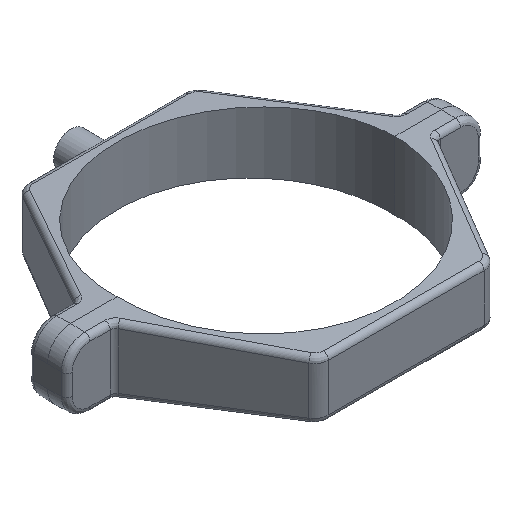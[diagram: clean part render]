
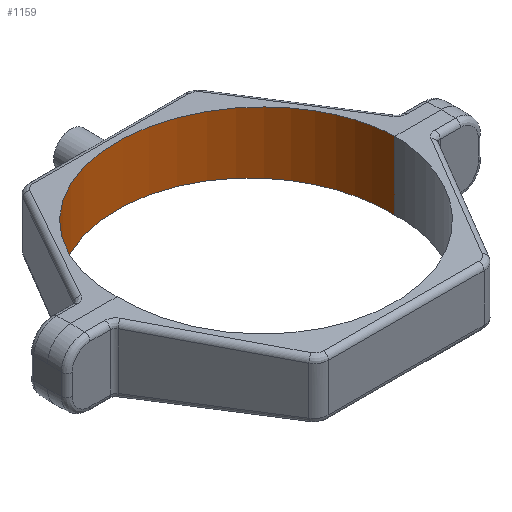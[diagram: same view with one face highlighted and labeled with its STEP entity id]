
A CAD part, isometric view. The second image highlights one B-rep face of the part: STEP entity #1159.
In plain terms, the highlighted cylindrical face has radius 76.2 mm (diameter 152.4 mm), a partial arc.
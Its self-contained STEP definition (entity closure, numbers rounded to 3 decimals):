
#112 =( BOUNDED_CURVE ( )  B_SPLINE_CURVE ( 3, ( #3171, #928, #2052, #2615 ),
 .UNSPECIFIED., .F., .F. ) 
 B_SPLINE_CURVE_WITH_KNOTS ( ( 4, 4 ),
 ( 4.712, 7.854 ),
 .UNSPECIFIED. ) 
 CURVE ( )  GEOMETRIC_REPRESENTATION_ITEM ( )  RATIONAL_B_SPLINE_CURVE ( ( 1., 0.333, 0.333, 1. ) ) 
 REPRESENTATION_ITEM ( '' )  );
#219 =( BOUNDED_CURVE ( )  B_SPLINE_CURVE ( 3, ( #3165, #893, #1473, #2640 ),
 .UNSPECIFIED., .F., .F. ) 
 B_SPLINE_CURVE_WITH_KNOTS ( ( 4, 4 ),
 ( 1.571, 4.712 ),
 .UNSPECIFIED. ) 
 CURVE ( )  GEOMETRIC_REPRESENTATION_ITEM ( )  RATIONAL_B_SPLINE_CURVE ( ( 1., 0.333, 0.333, 1. ) ) 
 REPRESENTATION_ITEM ( '' )  );
#286 = DIRECTION ( 'NONE',  ( 1., 0., 0. ) ) ;
#307 = VERTEX_POINT ( 'NONE', #2433 ) ;
#582 = ORIENTED_EDGE ( 'NONE', *, *, #762, .F. ) ;
#650 = CYLINDRICAL_SURFACE ( 'NONE', #3319, 76.2 ) ;
#699 = EDGE_CURVE ( 'NONE', #2288, #1050, #112, .T. ) ;
#762 = EDGE_CURVE ( 'NONE', #307, #1762, #219, .T. ) ;
#893 = CARTESIAN_POINT ( 'NONE',  ( -76.2, 152.4, 13.433 ) ) ;
#928 = CARTESIAN_POINT ( 'NONE',  ( -76.2, 152.4, -13.433 ) ) ;
#1010 = CARTESIAN_POINT ( 'NONE',  ( -76.2, 0., -18.755 ) ) ;
#1050 = VERTEX_POINT ( 'NONE', #2756 ) ;
#1106 = DIRECTION ( 'NONE',  ( 0., 0., 1. ) ) ;
#1159 = ADVANCED_FACE ( 'NONE', ( #1406 ), #650, .F. ) ;
#1383 = LINE ( 'NONE', #2662, #3541 ) ;
#1406 = FACE_OUTER_BOUND ( 'NONE', #1630, .T. ) ;
#1473 = CARTESIAN_POINT ( 'NONE',  ( 76.2, 152.4, 13.433 ) ) ;
#1630 = EDGE_LOOP ( 'NONE', ( #2383, #2018, #2097, #582 ) ) ;
#1704 = DIRECTION ( 'NONE',  ( 0., 0., 1. ) ) ;
#1762 = VERTEX_POINT ( 'NONE', #1770 ) ;
#1770 = CARTESIAN_POINT ( 'NONE',  ( 76.2, 0., 18.755 ) ) ;
#2018 = ORIENTED_EDGE ( 'NONE', *, *, #699, .T. ) ;
#2052 = CARTESIAN_POINT ( 'NONE',  ( 76.2, 152.4, -13.433 ) ) ;
#2097 = ORIENTED_EDGE ( 'NONE', *, *, #2607, .T. ) ;
#2126 = DIRECTION ( 'NONE',  ( 0., 0., 1. ) ) ;
#2288 = VERTEX_POINT ( 'NONE', #1010 ) ;
#2383 = ORIENTED_EDGE ( 'NONE', *, *, #2863, .F. ) ;
#2433 = CARTESIAN_POINT ( 'NONE',  ( -76.2, 0., 18.755 ) ) ;
#2583 = LINE ( 'NONE', #3364, #3358 ) ;
#2607 = EDGE_CURVE ( 'NONE', #1050, #1762, #2583, .T. ) ;
#2615 = CARTESIAN_POINT ( 'NONE',  ( 76.2, 0., -18.755 ) ) ;
#2640 = CARTESIAN_POINT ( 'NONE',  ( 76.2, 0., 18.755 ) ) ;
#2662 = CARTESIAN_POINT ( 'NONE',  ( -76.2, 0., -18.755 ) ) ;
#2756 = CARTESIAN_POINT ( 'NONE',  ( 76.2, 0., -18.755 ) ) ;
#2863 = EDGE_CURVE ( 'NONE', #2288, #307, #1383, .T. ) ;
#3165 = CARTESIAN_POINT ( 'NONE',  ( -76.2, 0., 18.755 ) ) ;
#3171 = CARTESIAN_POINT ( 'NONE',  ( -76.2, 0., -18.755 ) ) ;
#3319 = AXIS2_PLACEMENT_3D ( 'NONE', #3378, #1704, #286 ) ;
#3358 = VECTOR ( 'NONE', #1106, 1000. ) ;
#3364 = CARTESIAN_POINT ( 'NONE',  ( 76.2, 0., -18.755 ) ) ;
#3378 = CARTESIAN_POINT ( 'NONE',  ( 0., 0., -18.755 ) ) ;
#3541 = VECTOR ( 'NONE', #2126, 1000. ) ;
